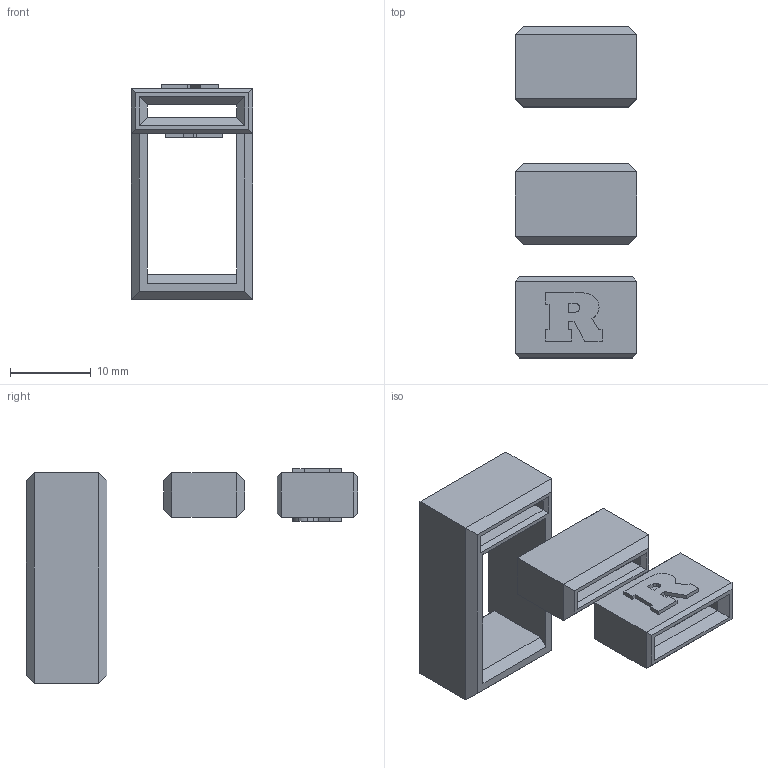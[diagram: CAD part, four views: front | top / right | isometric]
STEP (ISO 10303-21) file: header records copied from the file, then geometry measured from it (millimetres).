
FILE_DESCRIPTION(/* description */ (''),/* implementation_level */ '2;1');
FILE_NAME(/* name */ 'bACK bONE v1.step',/* time_stamp */ '2021-12-27T10:24:46-06:00',/* author */ (''),/* organization */ (''),/* preprocessor_version */ 'ST-DEVELOPER v18.1',/* originating_system */ 'Autodesk Translation Framework v10.10.0.1391',/* authorisation */ '');
FILE_SCHEMA (('AUTOMOTIVE_DESIGN { 1 0 10303 214 3 1 1 }'));
Length unit declared in the file: millimetre
Products named in the file (1): bACK bONE
Bounding box: 15 x 41 x 26.5 mm (x, y, z)
Volume: 2972.3 mm3; surface area: 3371.3 mm2
Topology: 3 solids, 3 shells, 154 faces, 384 edges, 240 vertices
Faces by surface type: plane 128, bspline 26
Entity records: 4731 total; most frequent: CARTESIAN_POINT 1221, ORIENTED_EDGE 768, DIRECTION 590, EDGE_CURVE 384, LINE 332, VECTOR 332, VERTEX_POINT 240, EDGE_LOOP 166
